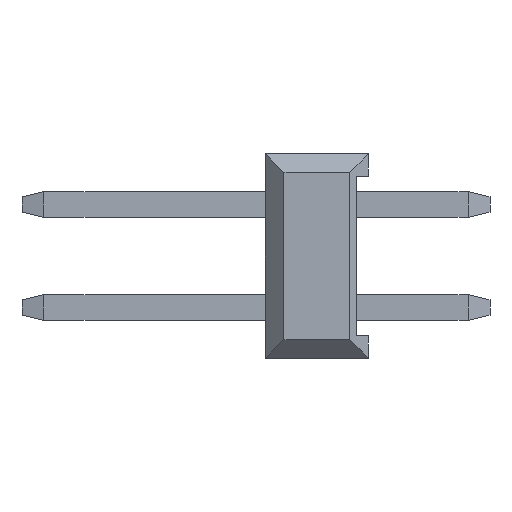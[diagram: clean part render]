
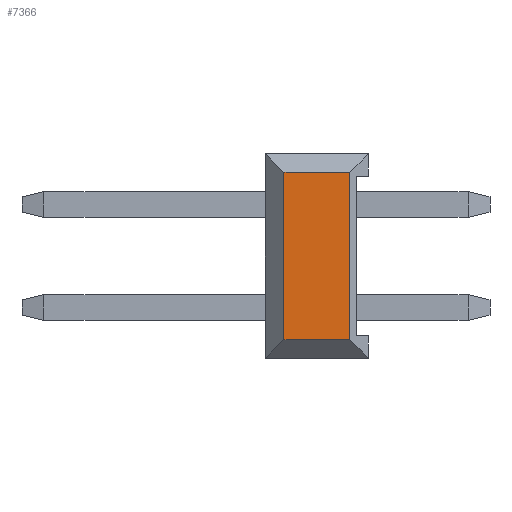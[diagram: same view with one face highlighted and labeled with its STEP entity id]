
A CAD part, left-side view. The second image highlights one B-rep face of the part: STEP entity #7366.
In plain terms, the highlighted planar face has unit normal (-1, 0, 0).
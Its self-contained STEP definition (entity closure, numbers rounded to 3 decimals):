
#3218 = LINE ( 'NONE', #3219, #4887 ) ;
#3219 = CARTESIAN_POINT ( 'NONE',  ( -1.27, 2.54, -3.33 ) ) ;
#3220 = DIRECTION ( 'NONE',  ( 0., -1., 0. ) ) ;
#3224 = LINE ( 'NONE', #3225, #4890 ) ;
#3225 = CARTESIAN_POINT ( 'NONE',  ( -1.27, 2.08, -3.81 ) ) ;
#3226 = DIRECTION ( 'NONE',  ( 0., 0., 1. ) ) ;
#3227 = LINE ( 'NONE', #3228, #4891 ) ;
#3228 = CARTESIAN_POINT ( 'NONE',  ( -1.27, 2.54, 0.79 ) ) ;
#3229 = DIRECTION ( 'NONE',  ( 0., -1., 0. ) ) ;
#3230 = LINE ( 'NONE', #3231, #4893 ) ;
#3231 = CARTESIAN_POINT ( 'NONE',  ( -1.27, 0.46, -3.81 ) ) ;
#3232 = DIRECTION ( 'NONE',  ( 0., 0., 1. ) ) ;
#4887 = VECTOR ( 'NONE', #3220, 1000. ) ;
#4890 = VECTOR ( 'NONE', #3226, 1000. ) ;
#4891 = VECTOR ( 'NONE', #3229, 1000. ) ;
#4893 = VECTOR ( 'NONE', #3232, 1000. ) ;
#4994 = ORIENTED_EDGE ( 'NONE', *, *, #16017, .T. ) ;
#6013 = VERTEX_POINT ( 'NONE', #8644 ) ;
#6216 = VERTEX_POINT ( 'NONE', #8750 ) ;
#6287 = VERTEX_POINT ( 'NONE', #8785 ) ;
#6317 = VERTEX_POINT ( 'NONE', #8802 ) ;
#7130 = ORIENTED_EDGE ( 'NONE', *, *, #16015, .F. ) ;
#7131 = ORIENTED_EDGE ( 'NONE', *, *, #16013, .T. ) ;
#7132 = ORIENTED_EDGE ( 'NONE', *, *, #16016, .F. ) ;
#7366 = ADVANCED_FACE ( 'NONE', ( #9891 ), #12436, .F. ) ;
#8644 = CARTESIAN_POINT ( 'NONE',  ( -1.27, 2.08, 0.79 ) ) ;
#8750 = CARTESIAN_POINT ( 'NONE',  ( -1.27, 0.46, 0.79 ) ) ;
#8785 = CARTESIAN_POINT ( 'NONE',  ( -1.27, 2.08, -3.33 ) ) ;
#8802 = CARTESIAN_POINT ( 'NONE',  ( -1.27, 0.46, -3.33 ) ) ;
#9891 = FACE_OUTER_BOUND ( 'NONE', #13460, .T. ) ;
#9905 = AXIS2_PLACEMENT_3D ( 'NONE', #12437, #12438, #12439 ) ;
#12436 = PLANE ( 'NONE',  #9905 ) ;
#12437 = CARTESIAN_POINT ( 'NONE',  ( -1.27, 2.54, 0.79 ) ) ;
#12438 = DIRECTION ( 'NONE',  ( 1., 0., 0. ) ) ;
#12439 = DIRECTION ( 'NONE',  ( 0., 0., -1. ) ) ;
#13460 = EDGE_LOOP ( 'NONE', ( #7132, #7130, #7131, #4994 ) ) ;
#16013 = EDGE_CURVE ( 'NONE', #6287, #6317, #3218, .T. ) ;
#16015 = EDGE_CURVE ( 'NONE', #6287, #6013, #3224, .T. ) ;
#16016 = EDGE_CURVE ( 'NONE', #6013, #6216, #3227, .T. ) ;
#16017 = EDGE_CURVE ( 'NONE', #6317, #6216, #3230, .T. ) ;
